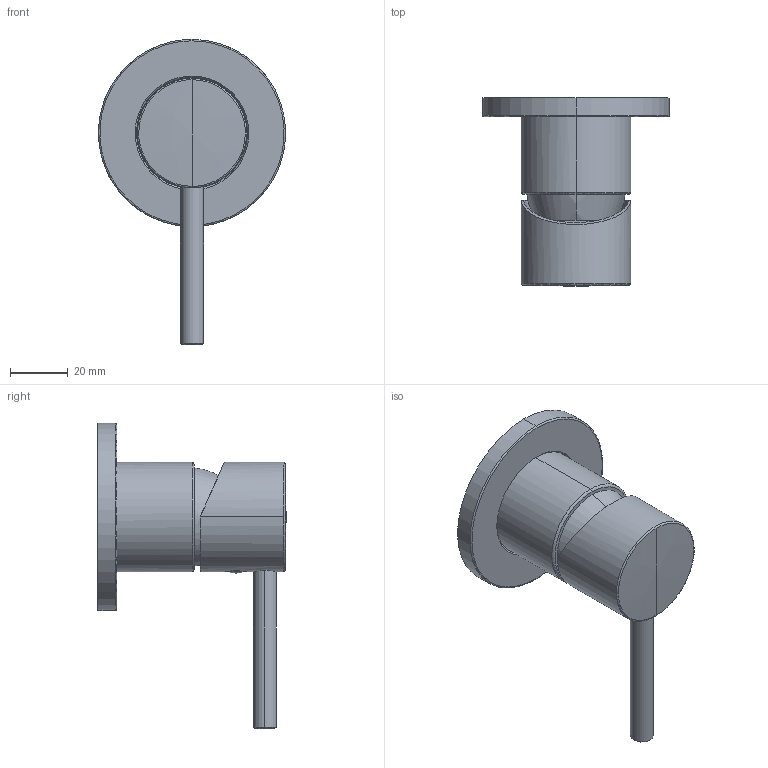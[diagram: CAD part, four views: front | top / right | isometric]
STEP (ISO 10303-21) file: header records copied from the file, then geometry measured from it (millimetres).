
FILE_DESCRIPTION(/* description */ (''),/* implementation_level */ '2;1');
FILE_NAME(/* name */ 'STEP - 164722501.2_2267201',/* time_stamp */ '2024-07-22T13:22:45+10:00',/* author */ (''),/* organization */ (''),/* preprocessor_version */ 'ST-DEVELOPER v16.5',/* originating_system */ 'Rhino 7.23',/* authorisation */ '');
FILE_SCHEMA (('AUTOMOTIVE_DESIGN'));
Length unit declared in the file: millimetre
Products named in the file (10): Document; 1647225012RECE0_ASM; 206026660126; 208000800601; 206028180126; 205050800126; 202027470226; 205011801601; 2020304107262; 2020533901263
Assembly tree (9 placements, depth 3):
  Document
    1647225012RECE0_ASM
      206026660126
      208000800601
      206028180126
      205050800126
      202027470226
      205011801601
      2020304107262
      2020533901263
Bounding box: 64.91 x 65.36 x 106 mm (x, y, z)
Volume: 28996.5 mm3; surface area: 31366.2 mm2
Topology: 8 solids, 13 shells, 398 faces, 1000 edges, 634 vertices
Faces by surface type: plane 212, bspline 99, cylinder 87
Entity records: 16213 total; most frequent: CARTESIAN_POINT 9383, ORIENTED_EDGE 1968, EDGE_CURVE 994, B_SPLINE_CURVE_WITH_KNOTS 733, VERTEX_POINT 634, EDGE_LOOP 434, ADVANCED_FACE 398, FACE_OUTER_BOUND 398
